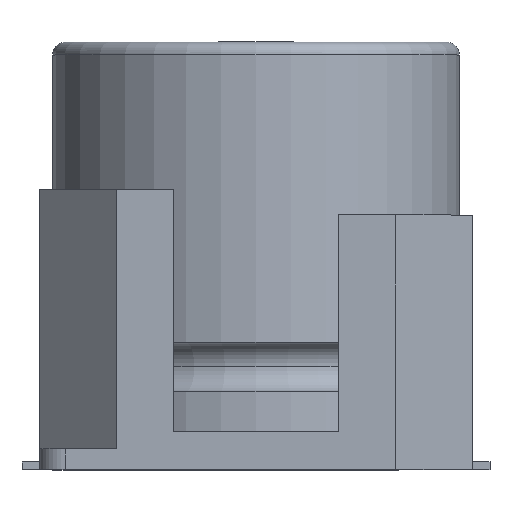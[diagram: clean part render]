
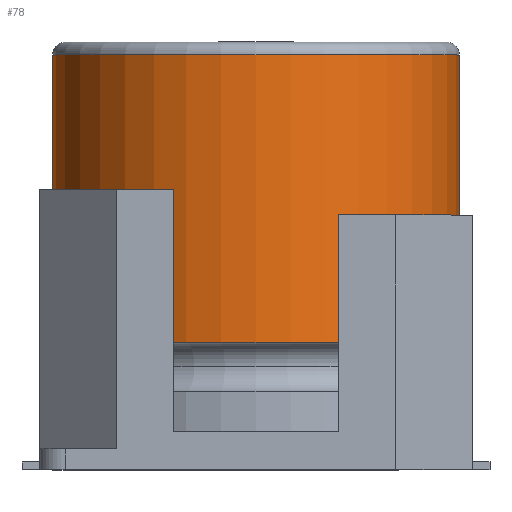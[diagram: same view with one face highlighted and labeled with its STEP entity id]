
A CAD part, top view. The second image highlights one B-rep face of the part: STEP entity #78.
In plain terms, the highlighted cylindrical face has radius 8 mm (diameter 16 mm), a partial arc.
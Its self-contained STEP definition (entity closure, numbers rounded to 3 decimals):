
#78 = ADVANCED_FACE ( 'NONE', ( #809 ), #1951, .T. ) ;
#90 = DIRECTION ( 'NONE',  ( 0., -1., 0. ) ) ;
#162 = EDGE_CURVE ( 'NONE', #3013, #697, #375, .T. ) ;
#187 = CARTESIAN_POINT ( 'NONE',  ( -8., 3.5, 0. ) ) ;
#221 = VERTEX_POINT ( 'NONE', #187 ) ;
#246 = DIRECTION ( 'NONE',  ( 0., -1., 0. ) ) ;
#361 = CARTESIAN_POINT ( 'NONE',  ( 0., 3.5, 0. ) ) ;
#375 = LINE ( 'NONE', #1682, #3515 ) ;
#660 = AXIS2_PLACEMENT_3D ( 'NONE', #1023, #1329, #2249 ) ;
#697 = VERTEX_POINT ( 'NONE', #2948 ) ;
#809 = FACE_OUTER_BOUND ( 'NONE', #1379, .T. ) ;
#861 = CIRCLE ( 'NONE', #2618, 8. ) ;
#1023 = CARTESIAN_POINT ( 'NONE',  ( 0., 14.8, 0. ) ) ;
#1027 = EDGE_CURVE ( 'NONE', #697, #221, #861, .T. ) ;
#1121 = EDGE_CURVE ( 'NONE', #1227, #221, #3918, .T. ) ;
#1227 = VERTEX_POINT ( 'NONE', #1449 ) ;
#1329 = DIRECTION ( 'NONE',  ( 0., -1., 0. ) ) ;
#1379 = EDGE_LOOP ( 'NONE', ( #3164, #1891, #1495, #3650 ) ) ;
#1449 = CARTESIAN_POINT ( 'NONE',  ( -8., 14.8, 0. ) ) ;
#1495 = ORIENTED_EDGE ( 'NONE', *, *, #1027, .F. ) ;
#1586 = DIRECTION ( 'NONE',  ( 0., -1., 0. ) ) ;
#1608 = DIRECTION ( 'NONE',  ( 1., 0., 0. ) ) ;
#1682 = CARTESIAN_POINT ( 'NONE',  ( 8., 15.3, 0. ) ) ;
#1881 = CARTESIAN_POINT ( 'NONE',  ( 8., 14.8, 0. ) ) ;
#1891 = ORIENTED_EDGE ( 'NONE', *, *, #1121, .T. ) ;
#1951 = CYLINDRICAL_SURFACE ( 'NONE', #3448, 8. ) ;
#2149 = VECTOR ( 'NONE', #246, 1000. ) ;
#2249 = DIRECTION ( 'NONE',  ( -1., 0., 0. ) ) ;
#2534 = CARTESIAN_POINT ( 'NONE',  ( 0., 15.3, 0. ) ) ;
#2611 = DIRECTION ( 'NONE',  ( 0., -1., 0. ) ) ;
#2618 = AXIS2_PLACEMENT_3D ( 'NONE', #361, #1586, #3715 ) ;
#2948 = CARTESIAN_POINT ( 'NONE',  ( 8., 3.5, 0. ) ) ;
#2952 = CARTESIAN_POINT ( 'NONE',  ( -8., 15.3, 0. ) ) ;
#3013 = VERTEX_POINT ( 'NONE', #1881 ) ;
#3087 = EDGE_CURVE ( 'NONE', #3013, #1227, #3457, .T. ) ;
#3164 = ORIENTED_EDGE ( 'NONE', *, *, #3087, .T. ) ;
#3448 = AXIS2_PLACEMENT_3D ( 'NONE', #2534, #90, #1608 ) ;
#3457 = CIRCLE ( 'NONE', #660, 8. ) ;
#3515 = VECTOR ( 'NONE', #2611, 1000. ) ;
#3650 = ORIENTED_EDGE ( 'NONE', *, *, #162, .F. ) ;
#3715 = DIRECTION ( 'NONE',  ( 1., 0., 0. ) ) ;
#3918 = LINE ( 'NONE', #2952, #2149 ) ;
